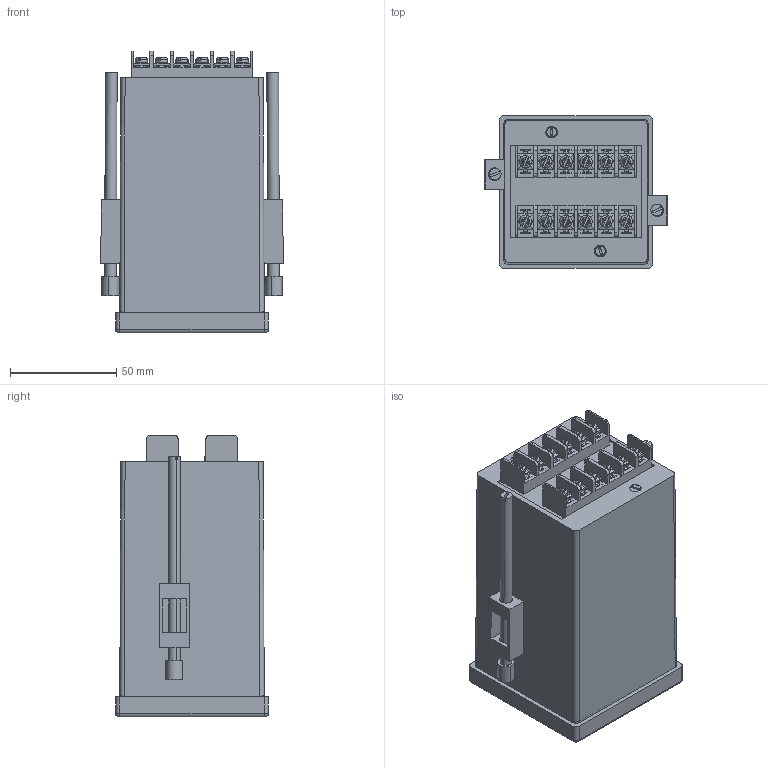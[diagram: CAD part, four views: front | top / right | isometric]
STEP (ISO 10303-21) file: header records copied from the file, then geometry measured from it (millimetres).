
FILE_DESCRIPTION (( 'STEP AP214' ), '1' );
FILE_NAME ('IC-072-04.STEP', '2022-01-17T14:19:05', ( '' ), ( '' ), 'SwSTEP 2.0', 'SolidWorks 2017', '' );
FILE_SCHEMA (( 'AUTOMOTIVE_DESIGN' ));
Length unit declared in the file: millimetre
Products named in the file (87): Screw; Front Plate FP-72-00; Gt-1-Terminal sheetmetal; Clamp-Metal-110; Washer; Gaurang-GT-1.plastic-6ways; Screw-Countershank; Metal Plate MPL-072; Clamp-Plastic-1; GT-1PCB - 6Way; Screw-Countershank-Small; BrassInsert; Clamp-Plastic-2; Back Plate BP-72-00-GT-1Ter.; Screw+Washer; Angels MAG-110; IC-072-04; Back Plate BP-72-00; TerminalGT-1-6-ways; GT-1-MetalPart; IC-072-Case; Clamp-110; BP-72-00
Assembly tree (40 placements, depth 6):
  Screw
  Screw
  Gt-1-Terminal sheetmetal
  Clamp-Metal-110
  Washer
Bounding box: 85.79 x 72 x 132.5 mm (x, y, z)
Volume: 104499.2 mm3; surface area: 137537.7 mm2
Topology: 64 solids, 64 shells, 2175 faces, 5558 edges, 3534 vertices
Faces by surface type: plane 1236, cylinder 819, cone 80, bspline 36, torus 4
Entity records: 19902 total; most frequent: CARTESIAN_POINT 3718, DIRECTION 3063, ORIENTED_EDGE 2970, EDGE_CURVE 1485, AXIS2_PLACEMENT_3D 1030, LINE 1003, VECTOR 1003, VERTEX_POINT 961
